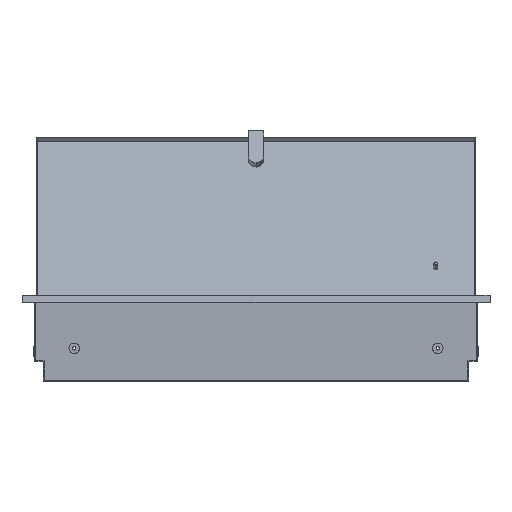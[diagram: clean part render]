
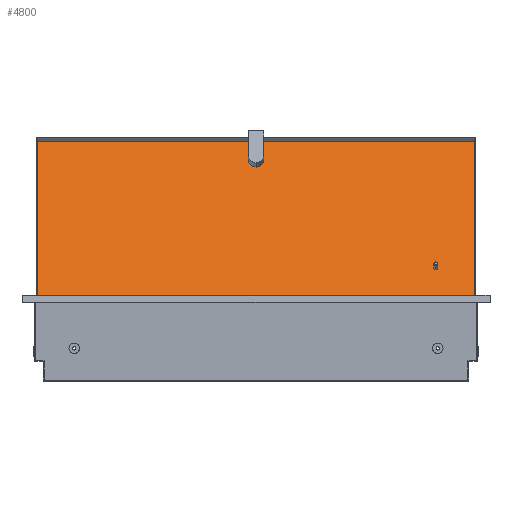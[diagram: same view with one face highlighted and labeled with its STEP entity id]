
A CAD part, left-side view. The second image highlights one B-rep face of the part: STEP entity #4800.
In plain terms, the highlighted face is planar.
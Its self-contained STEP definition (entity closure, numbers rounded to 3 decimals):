
#10 = EDGE_LOOP ( 'NONE', ( #20623, #8441 ) ) ;
#912 = ORIENTED_EDGE ( 'NONE', *, *, #5268, .T. ) ;
#1815 = CARTESIAN_POINT ( 'NONE',  ( 132., 332., -1. ) ) ;
#2076 = DIRECTION ( 'NONE',  ( 0., 0., 1. ) ) ;
#2384 = VERTEX_POINT ( 'NONE', #3710 ) ;
#2428 = FACE_BOUND ( 'NONE', #10, .T. ) ;
#3531 = AXIS2_PLACEMENT_3D ( 'NONE', #5697, #17521, #13523 ) ;
#3710 = CARTESIAN_POINT ( 'NONE',  ( 76., -273., -1. ) ) ;
#3929 = FACE_OUTER_BOUND ( 'NONE', #25303, .T. ) ;
#4800 = ADVANCED_FACE ( 'NONE', ( #10813, #3929, #2428 ), #11432, .F. ) ;
#4982 = DIRECTION ( 'NONE',  ( 1., 0., 0. ) ) ;
#5268 = EDGE_CURVE ( 'NONE', #17641, #5356, #15145, .T. ) ;
#5356 = VERTEX_POINT ( 'NONE', #17445 ) ;
#5370 = VECTOR ( 'NONE', #11521, 1000. ) ;
#5520 = ORIENTED_EDGE ( 'NONE', *, *, #24418, .F. ) ;
#5609 = VECTOR ( 'NONE', #26001, 1000. ) ;
#5697 = CARTESIAN_POINT ( 'NONE',  ( 73., -273., -1. ) ) ;
#6872 = ORIENTED_EDGE ( 'NONE', *, *, #28797, .F. ) ;
#7287 = EDGE_CURVE ( 'NONE', #2384, #24008, #9384, .T. ) ;
#7798 = VECTOR ( 'NONE', #17848, 1000. ) ;
#8078 = DIRECTION ( 'NONE',  ( 0., 1., 0. ) ) ;
#8211 = DIRECTION ( 'NONE',  ( 0., 0., -1. ) ) ;
#8441 = ORIENTED_EDGE ( 'NONE', *, *, #27917, .F. ) ;
#8536 = EDGE_CURVE ( 'NONE', #23795, #30265, #19399, .T. ) ;
#9384 = CIRCLE ( 'NONE', #23994, 3. ) ;
#9847 = ORIENTED_EDGE ( 'NONE', *, *, #30353, .T. ) ;
#10097 = VECTOR ( 'NONE', #8078, 1000. ) ;
#10334 = EDGE_LOOP ( 'NONE', ( #9847, #912 ) ) ;
#10813 = FACE_BOUND ( 'NONE', #10334, .T. ) ;
#11432 = PLANE ( 'NONE',  #14488 ) ;
#11521 = DIRECTION ( 'NONE',  ( 0., -1., 0. ) ) ;
#12323 = CARTESIAN_POINT ( 'NONE',  ( -113.5, 0., -1. ) ) ;
#12768 = VERTEX_POINT ( 'NONE', #28277 ) ;
#13073 = CARTESIAN_POINT ( 'NONE',  ( 132., -332., -1. ) ) ;
#13523 = DIRECTION ( 'NONE',  ( 1., 0., 0. ) ) ;
#13551 = CARTESIAN_POINT ( 'NONE',  ( 73., -273., -1. ) ) ;
#14273 = LINE ( 'NONE', #22095, #5609 ) ;
#14345 = DIRECTION ( 'NONE',  ( 0., 0., 1. ) ) ;
#14488 = AXIS2_PLACEMENT_3D ( 'NONE', #26630, #27611, #17879 ) ;
#14936 = ORIENTED_EDGE ( 'NONE', *, *, #8536, .F. ) ;
#15035 = CARTESIAN_POINT ( 'NONE',  ( -132., 0., -1. ) ) ;
#15145 = CIRCLE ( 'NONE', #29537, 11.5 ) ;
#16512 = CIRCLE ( 'NONE', #25081, 11.5 ) ;
#17095 = CARTESIAN_POINT ( 'NONE',  ( -132., -332., -1. ) ) ;
#17445 = CARTESIAN_POINT ( 'NONE',  ( -90.5, 0., -1. ) ) ;
#17521 = DIRECTION ( 'NONE',  ( 0., 0., -1. ) ) ;
#17641 = VERTEX_POINT ( 'NONE', #12323 ) ;
#17848 = DIRECTION ( 'NONE',  ( 1., 0., 0. ) ) ;
#17879 = DIRECTION ( 'NONE',  ( 1., 0., 0. ) ) ;
#19353 = DIRECTION ( 'NONE',  ( 1., 0., 0. ) ) ;
#19399 = LINE ( 'NONE', #25188, #10097 ) ;
#19423 = CIRCLE ( 'NONE', #3531, 3. ) ;
#19813 = LINE ( 'NONE', #20280, #7798 ) ;
#20280 = CARTESIAN_POINT ( 'NONE',  ( 0., -332., -1. ) ) ;
#20468 = DIRECTION ( 'NONE',  ( 1., 0., 0. ) ) ;
#20623 = ORIENTED_EDGE ( 'NONE', *, *, #7287, .F. ) ;
#21990 = ORIENTED_EDGE ( 'NONE', *, *, #25749, .F. ) ;
#22095 = CARTESIAN_POINT ( 'NONE',  ( 0., 332., -1. ) ) ;
#22838 = LINE ( 'NONE', #15035, #5370 ) ;
#23795 = VERTEX_POINT ( 'NONE', #13073 ) ;
#23994 = AXIS2_PLACEMENT_3D ( 'NONE', #13551, #8211, #20468 ) ;
#24008 = VERTEX_POINT ( 'NONE', #24860 ) ;
#24418 = EDGE_CURVE ( 'NONE', #24963, #23795, #19813, .T. ) ;
#24860 = CARTESIAN_POINT ( 'NONE',  ( 70., -273., -1. ) ) ;
#24963 = VERTEX_POINT ( 'NONE', #17095 ) ;
#25081 = AXIS2_PLACEMENT_3D ( 'NONE', #27511, #14345, #4982 ) ;
#25188 = CARTESIAN_POINT ( 'NONE',  ( 132., 0., -1. ) ) ;
#25303 = EDGE_LOOP ( 'NONE', ( #6872, #21990, #14936, #5520 ) ) ;
#25749 = EDGE_CURVE ( 'NONE', #30265, #12768, #14273, .T. ) ;
#26001 = DIRECTION ( 'NONE',  ( -1., 0., 0. ) ) ;
#26630 = CARTESIAN_POINT ( 'NONE',  ( 0., 0., -1. ) ) ;
#27511 = CARTESIAN_POINT ( 'NONE',  ( -102., 0., -1. ) ) ;
#27611 = DIRECTION ( 'NONE',  ( 0., 0., 1. ) ) ;
#27917 = EDGE_CURVE ( 'NONE', #24008, #2384, #19423, .T. ) ;
#28277 = CARTESIAN_POINT ( 'NONE',  ( -132., 332., -1. ) ) ;
#28797 = EDGE_CURVE ( 'NONE', #12768, #24963, #22838, .T. ) ;
#29537 = AXIS2_PLACEMENT_3D ( 'NONE', #30053, #2076, #19353 ) ;
#30053 = CARTESIAN_POINT ( 'NONE',  ( -102., 0., -1. ) ) ;
#30265 = VERTEX_POINT ( 'NONE', #1815 ) ;
#30353 = EDGE_CURVE ( 'NONE', #5356, #17641, #16512, .T. ) ;
